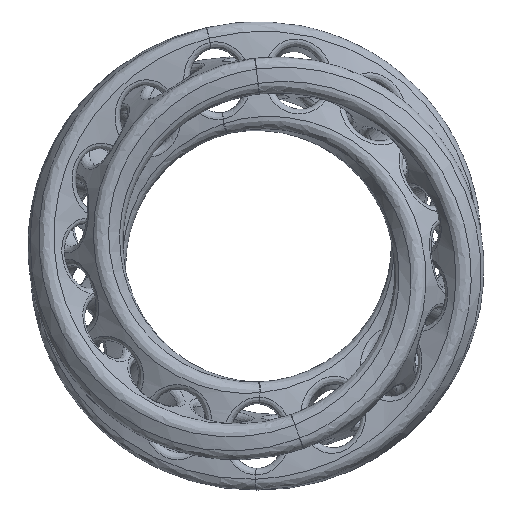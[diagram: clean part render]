
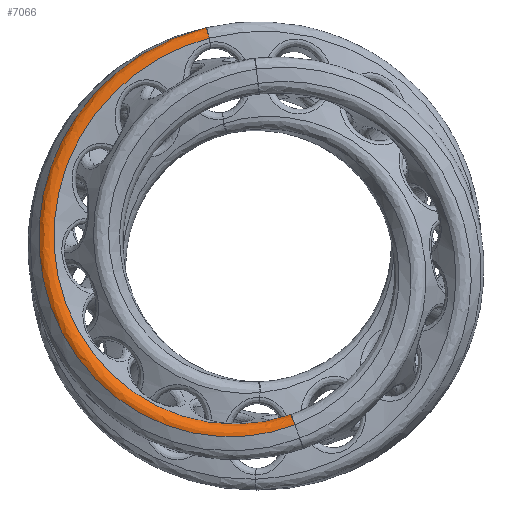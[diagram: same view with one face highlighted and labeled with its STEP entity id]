
A CAD part, front view. The second image highlights one B-rep face of the part: STEP entity #7066.
In plain terms, the highlighted free-form (B-spline) face has degree [3, 3] with [5, 12] control points.
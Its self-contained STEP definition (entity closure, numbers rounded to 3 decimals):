
#7066 = ADVANCED_FACE('',(#7067),#7119,.F.);
#7067 = FACE_BOUND('',#7068,.F.);
#7068 = EDGE_LOOP('',(#7069,#7088,#7096,#7113));
#7069 = ORIENTED_EDGE('',*,*,#7070,.F.);
#7070 = EDGE_CURVE('',#7071,#7073,#7075,.T.);
#7071 = VERTEX_POINT('',#7072);
#7072 = CARTESIAN_POINT('',(12.12,-15.586,
    -57.23));
#7073 = VERTEX_POINT('',#7074);
#7074 = CARTESIAN_POINT('',(-17.303,-6.462,
    78.621));
#7075 = B_SPLINE_CURVE_WITH_KNOTS('',3,(#7076,#7077,#7078,#7079,#7080,
    #7081,#7082,#7083,#7084,#7085,#7086,#7087),.UNSPECIFIED.,.F.,.F.,(4,
    1,1,1,1,1,1,1,1,4),(0.,1.271,2.542,5.083,
    6.354,7.625,10.166,12.708,
    15.249,17.791),.UNSPECIFIED.);
#7076 = CARTESIAN_POINT('',(12.12,-15.586,
    -57.23));
#7077 = CARTESIAN_POINT('',(7.265,-15.868,
    -58.955));
#7078 = CARTESIAN_POINT('',(-2.907,-16.333,
    -61.137));
#7079 = CARTESIAN_POINT('',(-23.785,-16.887,
    -60.284));
#7080 = CARTESIAN_POINT('',(-43.438,-16.916,
    -51.658));
#7081 = CARTESIAN_POINT('',(-58.543,-16.495,
    -36.889));
#7082 = CARTESIAN_POINT('',(-69.9,-15.8,
    -18.966));
#7083 = CARTESIAN_POINT('',(-75.806,-14.463,
    7.596));
#7084 = CARTESIAN_POINT('',(-68.316,-12.25,
    39.642));
#7085 = CARTESIAN_POINT('',(-47.776,-9.557,
    65.704));
#7086 = CARTESIAN_POINT('',(-27.898,-7.521,
    75.84));
#7087 = CARTESIAN_POINT('',(-17.303,-6.462,
    78.621));
#7088 = ORIENTED_EDGE('',*,*,#7089,.F.);
#7089 = EDGE_CURVE('',#7090,#7071,#7092,.T.);
#7090 = VERTEX_POINT('',#7091);
#7091 = CARTESIAN_POINT('',(13.498,-19.476,
    -60.871));
#7092 = ( BOUNDED_CURVE() B_SPLINE_CURVE(2,(#7093,#7094,#7095),
.UNSPECIFIED.,.F.,.F.) B_SPLINE_CURVE_WITH_KNOTS((3,3),(0.,
1.569),.PIECEWISE_BEZIER_KNOTS.) CURVE() 
GEOMETRIC_REPRESENTATION_ITEM() RATIONAL_B_SPLINE_CURVE((1.,
0.708,1.)) REPRESENTATION_ITEM('') );
#7093 = CARTESIAN_POINT('',(13.498,-19.476,
    -60.871));
#7094 = CARTESIAN_POINT('',(12.196,-19.474,
    -57.208));
#7095 = CARTESIAN_POINT('',(12.12,-15.586,
    -57.23));
#7096 = ORIENTED_EDGE('',*,*,#7097,.F.);
#7097 = EDGE_CURVE('',#7098,#7090,#7100,.T.);
#7098 = VERTEX_POINT('',#7099);
#7099 = CARTESIAN_POINT('',(-18.584,-2.592,
    82.324));
#7100 = B_SPLINE_CURVE_WITH_KNOTS('',3,(#7101,#7102,#7103,#7104,#7105,
    #7106,#7107,#7108,#7109,#7110,#7111,#7112),.UNSPECIFIED.,.F.,.F.,(4,
    1,1,1,1,1,1,1,1,4),(-17.791,-15.249,-12.708,
    -10.166,-7.625,-6.354,-5.083,
    -2.542,-1.271,0.),.UNSPECIFIED.);
#7101 = CARTESIAN_POINT('',(-18.584,-2.592,
    82.324));
#7102 = CARTESIAN_POINT('',(-29.741,-3.916,
    79.624));
#7103 = CARTESIAN_POINT('',(-50.879,-6.538,
    69.34));
#7104 = CARTESIAN_POINT('',(-73.113,-10.251,
    41.959));
#7105 = CARTESIAN_POINT('',(-81.461,-13.597,
    7.717));
#7106 = CARTESIAN_POINT('',(-75.194,-15.943,
    -20.922));
#7107 = CARTESIAN_POINT('',(-62.879,-17.463,
    -40.241));
#7108 = CARTESIAN_POINT('',(-46.445,-18.709,
    -56.095));
#7109 = CARTESIAN_POINT('',(-25.044,-19.492,
    -65.134));
#7110 = CARTESIAN_POINT('',(-2.507,-19.698,
    -65.545));
#7111 = CARTESIAN_POINT('',(8.355,-19.589,
    -62.886));
#7112 = CARTESIAN_POINT('',(13.498,-19.476,
    -60.871));
#7113 = ORIENTED_EDGE('',*,*,#7114,.F.);
#7114 = EDGE_CURVE('',#7073,#7098,#7115,.T.);
#7115 = ( BOUNDED_CURVE() B_SPLINE_CURVE(2,(#7116,#7117,#7118),
.UNSPECIFIED.,.F.,.F.) B_SPLINE_CURVE_WITH_KNOTS((3,3),(0.,
1.57),.PIECEWISE_BEZIER_KNOTS.) CURVE() 
GEOMETRIC_REPRESENTATION_ITEM() RATIONAL_B_SPLINE_CURVE((1.,
0.707,1.)) REPRESENTATION_ITEM('') );
#7116 = CARTESIAN_POINT('',(-17.303,-6.462,
    78.621));
#7117 = CARTESIAN_POINT('',(-18.218,-6.467,
    82.405));
#7118 = CARTESIAN_POINT('',(-18.584,-2.592,
    82.324));
#7119 = B_SPLINE_SURFACE_WITH_KNOTS('',3,3,(
    (#7120,#7121,#7122,#7123,#7124,#7125,#7126,#7127,#7128,#7129,#7130
      ,#7131)
    ,(#7132,#7133,#7134,#7135,#7136,#7137,#7138,#7139,#7140,#7141,#7142
      ,#7143)
    ,(#7144,#7145,#7146,#7147,#7148,#7149,#7150,#7151,#7152,#7153,#7154
      ,#7155)
    ,(#7156,#7157,#7158,#7159,#7160,#7161,#7162,#7163,#7164,#7165,#7166
      ,#7167)
    ,(#7168,#7169,#7170,#7171,#7172,#7173,#7174,#7175,#7176,#7177,#7178
      ,#7179
    )),.UNSPECIFIED.,.F.,.F.,.F.,(4,1,4),(4,1,1,1,1,1,1,1,1,4),(0.,
    0.571,1.),(0.,1.271,2.542,5.083,
    6.354,7.625,10.166,12.708,
    15.249,17.791),.UNSPECIFIED.);
#7120 = CARTESIAN_POINT('',(12.12,-15.586,
    -57.23));
#7121 = CARTESIAN_POINT('',(7.265,-15.868,
    -58.955));
#7122 = CARTESIAN_POINT('',(-2.907,-16.333,
    -61.137));
#7123 = CARTESIAN_POINT('',(-23.785,-16.887,
    -60.284));
#7124 = CARTESIAN_POINT('',(-43.438,-16.916,
    -51.658));
#7125 = CARTESIAN_POINT('',(-58.543,-16.495,
    -36.889));
#7126 = CARTESIAN_POINT('',(-69.9,-15.8,
    -18.966));
#7127 = CARTESIAN_POINT('',(-75.806,-14.463,
    7.596));
#7128 = CARTESIAN_POINT('',(-68.316,-12.25,
    39.642));
#7129 = CARTESIAN_POINT('',(-47.776,-9.557,
    65.704));
#7130 = CARTESIAN_POINT('',(-27.898,-7.521,
    75.84));
#7131 = CARTESIAN_POINT('',(-17.303,-6.462,
    78.621));
#7132 = CARTESIAN_POINT('',(12.143,-16.75,
    -57.223));
#7133 = CARTESIAN_POINT('',(7.3,-17.033,
    -59.));
#7134 = CARTESIAN_POINT('',(-2.878,-17.49,
    -61.29));
#7135 = CARTESIAN_POINT('',(-23.865,-18.008,
    -60.626));
#7136 = CARTESIAN_POINT('',(-43.745,-17.966,
    -52.092));
#7137 = CARTESIAN_POINT('',(-59.097,-17.451,
    -37.276));
#7138 = CARTESIAN_POINT('',(-70.683,-16.647,
    -19.22));
#7139 = CARTESIAN_POINT('',(-76.787,-15.151,
    7.653));
#7140 = CARTESIAN_POINT('',(-69.291,-12.722,
    40.168));
#7141 = CARTESIAN_POINT('',(-48.493,-9.797,
    66.644));
#7142 = CARTESIAN_POINT('',(-28.326,-7.602,
    76.934));
#7143 = CARTESIAN_POINT('',(-17.577,-6.463,
    79.753));
#7144 = CARTESIAN_POINT('',(12.509,-18.764,
    -58.131));
#7145 = CARTESIAN_POINT('',(7.603,-19.004,
    -60.027));
#7146 = CARTESIAN_POINT('',(-2.751,-19.367,
    -62.532));
#7147 = CARTESIAN_POINT('',(-24.253,-19.66,
    -62.148));
#7148 = CARTESIAN_POINT('',(-44.773,-19.354,
    -53.593));
#7149 = CARTESIAN_POINT('',(-60.68,-18.547,
    -38.462));
#7150 = CARTESIAN_POINT('',(-72.71,-17.438,
    -19.937));
#7151 = CARTESIAN_POINT('',(-79.082,-15.547,
    7.734));
#7152 = CARTESIAN_POINT('',(-71.364,-12.641,
    41.219));
#7153 = CARTESIAN_POINT('',(-49.912,-9.253,
    68.395));
#7154 = CARTESIAN_POINT('',(-29.17,-6.769,
    78.862));
#7155 = CARTESIAN_POINT('',(-18.143,-5.493,
    81.693));
#7156 = CARTESIAN_POINT('',(13.206,-19.476,
    -60.049));
#7157 = CARTESIAN_POINT('',(8.135,-19.626,-62.037
    ));
#7158 = CARTESIAN_POINT('',(-2.575,-19.811,
    -64.67));
#7159 = CARTESIAN_POINT('',(-24.821,-19.748,
    -64.302));
#7160 = CARTESIAN_POINT('',(-46.,-19.094,
    -55.425));
#7161 = CARTESIAN_POINT('',(-62.321,-17.962,
    -39.778));
#7162 = CARTESIAN_POINT('',(-74.593,-16.546,
    -20.673));
#7163 = CARTESIAN_POINT('',(-80.928,-14.307,
    7.732));
#7164 = CARTESIAN_POINT('',(-72.767,-11.054,
    41.834));
#7165 = CARTESIAN_POINT('',(-50.72,-7.395,
    69.229));
#7166 = CARTESIAN_POINT('',(-29.648,-4.786,
    79.596));
#7167 = CARTESIAN_POINT('',(-18.502,-3.462,
    82.342));
#7168 = CARTESIAN_POINT('',(13.498,-19.476,
    -60.871));
#7169 = CARTESIAN_POINT('',(8.355,-19.589,
    -62.886));
#7170 = CARTESIAN_POINT('',(-2.507,-19.698,
    -65.545));
#7171 = CARTESIAN_POINT('',(-25.044,-19.492,
    -65.134));
#7172 = CARTESIAN_POINT('',(-46.445,-18.709,
    -56.095));
#7173 = CARTESIAN_POINT('',(-62.879,-17.463,
    -40.241));
#7174 = CARTESIAN_POINT('',(-75.194,-15.943,
    -20.922));
#7175 = CARTESIAN_POINT('',(-81.461,-13.597,
    7.717));
#7176 = CARTESIAN_POINT('',(-73.113,-10.251,
    41.959));
#7177 = CARTESIAN_POINT('',(-50.879,-6.538,
    69.34));
#7178 = CARTESIAN_POINT('',(-29.741,-3.916,
    79.624));
#7179 = CARTESIAN_POINT('',(-18.584,-2.592,
    82.324));
